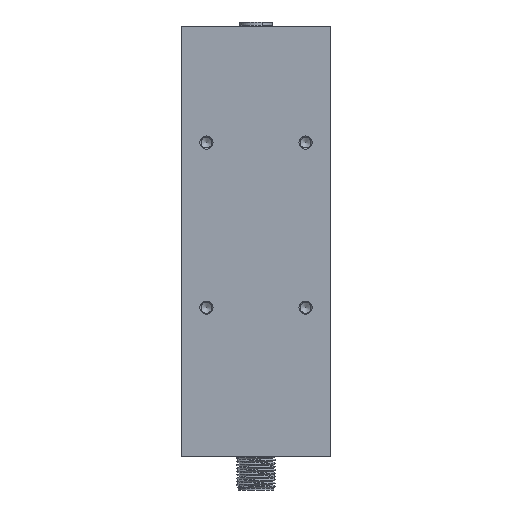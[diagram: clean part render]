
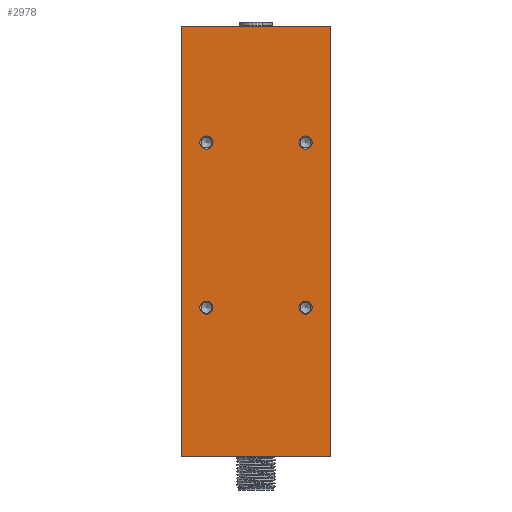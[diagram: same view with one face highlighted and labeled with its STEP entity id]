
A CAD part, front view. The second image highlights one B-rep face of the part: STEP entity #2978.
In plain terms, the highlighted planar face has unit normal (0, -1, 0).
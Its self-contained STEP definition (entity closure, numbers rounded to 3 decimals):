
#2978=ADVANCED_FACE('',(#6850,#6851,#6852,#6853,#6854),#4612,.F.);
#4612=PLANE('',#30945);
#6085=CIRCLE('',#30941,2.);
#6086=CIRCLE('',#30942,2.);
#6087=CIRCLE('',#30943,2.);
#6088=CIRCLE('',#30944,2.);
#6850=FACE_BOUND('',#7181,.T.);
#6851=FACE_BOUND('',#7182,.T.);
#6852=FACE_BOUND('',#7183,.T.);
#6853=FACE_BOUND('',#7184,.T.);
#6854=FACE_BOUND('',#7185,.T.);
#7181=EDGE_LOOP('',(#9065));
#7182=EDGE_LOOP('',(#9066));
#7183=EDGE_LOOP('',(#9067));
#7184=EDGE_LOOP('',(#9068));
#7185=EDGE_LOOP('',(#9069,#9070,#9071,#9072));
#9065=ORIENTED_EDGE('',*,*,#20447,.T.);
#9066=ORIENTED_EDGE('',*,*,#20448,.T.);
#9067=ORIENTED_EDGE('',*,*,#20449,.T.);
#9068=ORIENTED_EDGE('',*,*,#20450,.T.);
#9069=ORIENTED_EDGE('',*,*,#20444,.T.);
#9070=ORIENTED_EDGE('',*,*,#20451,.F.);
#9071=ORIENTED_EDGE('',*,*,#20445,.F.);
#9072=ORIENTED_EDGE('',*,*,#20432,.T.);
#17587=VERTEX_POINT('',#42107);
#17588=VERTEX_POINT('',#42109);
#17597=VERTEX_POINT('',#42653);
#17598=VERTEX_POINT('',#42657);
#17599=VERTEX_POINT('',#42661);
#17600=VERTEX_POINT('',#42663);
#17601=VERTEX_POINT('',#42665);
#17602=VERTEX_POINT('',#42667);
#20432=EDGE_CURVE('',#17588,#17587,#24687,.T.);
#20444=EDGE_CURVE('',#17587,#17597,#24692,.T.);
#20445=EDGE_CURVE('',#17588,#17598,#24693,.T.);
#20447=EDGE_CURVE('',#17599,#17599,#6085,.T.);
#20448=EDGE_CURVE('',#17600,#17600,#6086,.T.);
#20449=EDGE_CURVE('',#17601,#17601,#6087,.T.);
#20450=EDGE_CURVE('',#17602,#17602,#6088,.T.);
#20451=EDGE_CURVE('',#17598,#17597,#24695,.T.);
#24687=LINE('',#42108,#27807);
#24692=LINE('',#42654,#27812);
#24693=LINE('',#42656,#27813);
#24695=LINE('',#42668,#27815);
#27807=VECTOR('',#33284,1.);
#27812=VECTOR('',#33303,1.);
#27813=VECTOR('',#33306,1.);
#27815=VECTOR('',#33318,1.);
#30941=AXIS2_PLACEMENT_3D('',#42660,#33310,#33311);
#30942=AXIS2_PLACEMENT_3D('',#42662,#33312,#33313);
#30943=AXIS2_PLACEMENT_3D('',#42664,#33314,#33315);
#30944=AXIS2_PLACEMENT_3D('',#42666,#33316,#33317);
#30945=AXIS2_PLACEMENT_3D('',#42669,#33319,#33320);
#33284=DIRECTION('',(-1.,0.,0.));
#33303=DIRECTION('',(0.,0.,-1.));
#33306=DIRECTION('',(0.,0.,-1.));
#33310=DIRECTION('',(0.,1.,0.));
#33311=DIRECTION('',(-1.,0.,0.));
#33312=DIRECTION('',(0.,1.,0.));
#33313=DIRECTION('',(-1.,0.,0.));
#33314=DIRECTION('',(0.,1.,0.));
#33315=DIRECTION('',(-1.,0.,0.));
#33316=DIRECTION('',(0.,1.,0.));
#33317=DIRECTION('',(-1.,0.,0.));
#33318=DIRECTION('',(-1.,0.,0.));
#33319=DIRECTION('',(0.,1.,0.));
#33320=DIRECTION('',(-1.,0.,0.));
#42107=CARTESIAN_POINT('',(-22.5,-22.5,37.));
#42108=CARTESIAN_POINT('',(22.5,-22.5,37.));
#42109=CARTESIAN_POINT('',(22.5,-22.5,37.));
#42653=CARTESIAN_POINT('',(-22.5,-22.5,-93.));
#42654=CARTESIAN_POINT('',(-22.5,-22.5,-174.5));
#42656=CARTESIAN_POINT('',(22.5,-22.5,-174.5));
#42657=CARTESIAN_POINT('',(22.5,-22.5,-93.));
#42660=CARTESIAN_POINT('',(15.,-22.5,-48.));
#42661=CARTESIAN_POINT('',(13.,-22.5,-48.));
#42662=CARTESIAN_POINT('',(-15.,-22.5,-48.));
#42663=CARTESIAN_POINT('',(-17.,-22.5,-48.));
#42664=CARTESIAN_POINT('',(-15.,-22.5,2.));
#42665=CARTESIAN_POINT('',(-17.,-22.5,2.));
#42666=CARTESIAN_POINT('',(15.,-22.5,2.));
#42667=CARTESIAN_POINT('',(13.,-22.5,2.));
#42668=CARTESIAN_POINT('',(0.,-22.5,-93.));
#42669=CARTESIAN_POINT('',(22.5,-22.5,-174.5));
